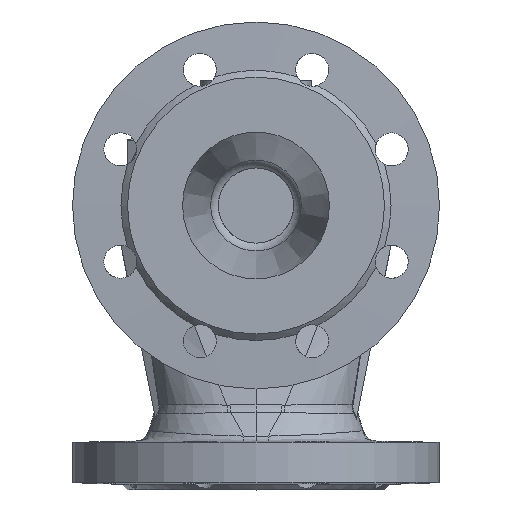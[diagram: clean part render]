
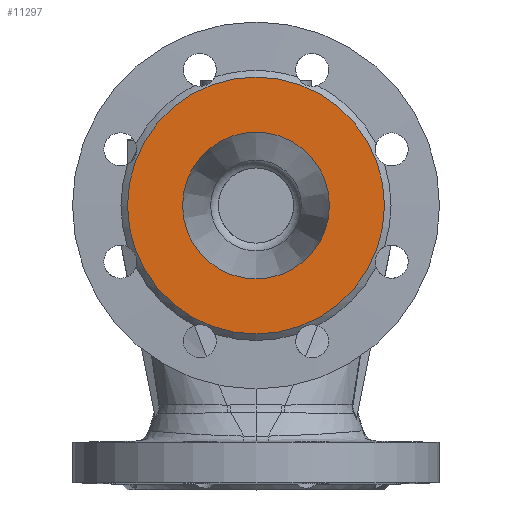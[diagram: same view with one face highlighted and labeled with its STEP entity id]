
A CAD part, front view. The second image highlights one B-rep face of the part: STEP entity #11297.
In plain terms, the highlighted planar face has unit normal (0, -1, 0).
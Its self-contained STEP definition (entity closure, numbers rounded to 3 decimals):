
#184=FACE_BOUND('',#2503,.T.);
#445=PLANE('',#12183);
#1016=CIRCLE('',#12182,40.);
#1017=CIRCLE('',#12184,70.);
#1746=FACE_OUTER_BOUND('',#2502,.T.);
#2502=EDGE_LOOP('',(#8877));
#2503=EDGE_LOOP('',(#8878));
#4929=VERTEX_POINT('',#46302);
#4930=VERTEX_POINT('',#46306);
#6309=EDGE_CURVE('',#4929,#4929,#1016,.T.);
#6310=EDGE_CURVE('',#4930,#4930,#1017,.T.);
#8877=ORIENTED_EDGE('',*,*,#6310,.T.);
#8878=ORIENTED_EDGE('',*,*,#6309,.T.);
#11297=ADVANCED_FACE('',(#1746,#184),#445,.T.);
#12182=AXIS2_PLACEMENT_3D('',#46304,#13840,#13841);
#12183=AXIS2_PLACEMENT_3D('',#46305,#13842,#13843);
#12184=AXIS2_PLACEMENT_3D('',#46307,#13844,#13845);
#13840=DIRECTION('center_axis',(0.,1.,0.));
#13841=DIRECTION('ref_axis',(0.,0.,-1.));
#13842=DIRECTION('center_axis',(0.,-1.,0.));
#13843=DIRECTION('ref_axis',(0.,0.,1.));
#13844=DIRECTION('center_axis',(0.,-1.,0.));
#13845=DIRECTION('ref_axis',(0.,0.,-1.));
#46302=CARTESIAN_POINT('',(0.,-155.,-40.));
#46304=CARTESIAN_POINT('Origin',(0.,-155.,0.));
#46305=CARTESIAN_POINT('Origin',(0.,-155.,0.));
#46306=CARTESIAN_POINT('',(0.,-155.,70.));
#46307=CARTESIAN_POINT('Origin',(0.,-155.,0.));
